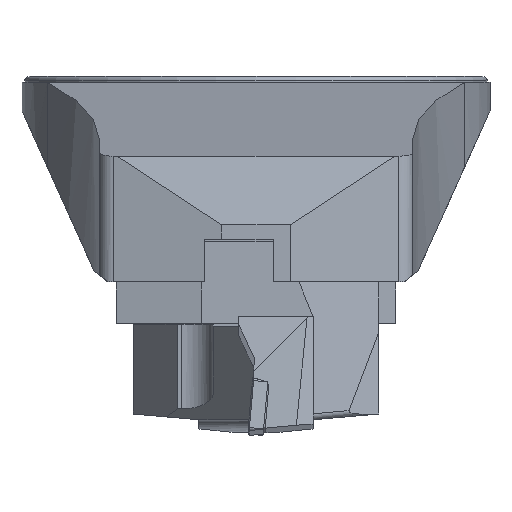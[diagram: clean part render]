
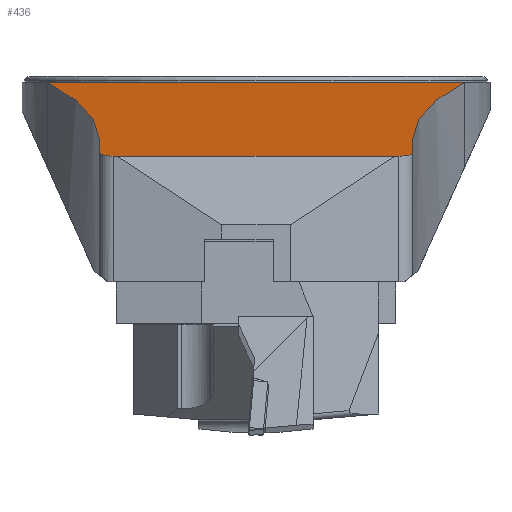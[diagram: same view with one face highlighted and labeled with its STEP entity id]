
A CAD part, left-side view. The second image highlights one B-rep face of the part: STEP entity #436.
In plain terms, the highlighted planar face has unit normal (-0.202, 0, 0.979).
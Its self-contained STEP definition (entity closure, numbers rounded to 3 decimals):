
#244=ELLIPSE('',#3110,265.472,260.);
#249=ELLIPSE('',#3118,265.472,260.);
#259=ELLIPSE('',#3132,6.126,6.);
#260=ELLIPSE('',#3133,6.126,6.);
#261=ELLIPSE('',#3134,132.736,130.);
#262=ELLIPSE('',#3135,132.736,130.);
#305=FACE_OUTER_BOUND('',#1333,.T.);
#436=ADVANCED_FACE('',(#305),#587,.F.);
#587=PLANE('',#3136);
#690=LINE('',#4219,#977);
#708=LINE('',#4266,#995);
#710=LINE('',#4270,#997);
#714=LINE('',#4278,#1001);
#730=LINE('',#4311,#1017);
#736=LINE('',#4324,#1023);
#977=VECTOR('',#3387,1.);
#995=VECTOR('',#3419,1.);
#997=VECTOR('',#3423,1.);
#1001=VECTOR('',#3429,1.);
#1017=VECTOR('',#3453,1.);
#1023=VECTOR('',#3463,1.);
#1333=EDGE_LOOP('',(#1646,#1647,#1648,#1649,#1650,#1651,#1652,#1653,#1654,
#1655,#1656,#1657));
#1646=ORIENTED_EDGE('',*,*,#2570,.T.);
#1647=ORIENTED_EDGE('',*,*,#2626,.T.);
#1648=ORIENTED_EDGE('',*,*,#2554,.T.);
#1649=ORIENTED_EDGE('',*,*,#2550,.F.);
#1650=ORIENTED_EDGE('',*,*,#2548,.T.);
#1651=ORIENTED_EDGE('',*,*,#2627,.T.);
#1652=ORIENTED_EDGE('',*,*,#2576,.T.);
#1653=ORIENTED_EDGE('',*,*,#2602,.T.);
#1654=ORIENTED_EDGE('',*,*,#2628,.T.);
#1655=ORIENTED_EDGE('',*,*,#2526,.T.);
#1656=ORIENTED_EDGE('',*,*,#2629,.T.);
#1657=ORIENTED_EDGE('',*,*,#2611,.T.);
#2262=VERTEX_POINT('',#4220);
#2263=VERTEX_POINT('',#4221);
#2283=VERTEX_POINT('',#4265);
#2284=VERTEX_POINT('',#4267);
#2285=VERTEX_POINT('',#4271);
#2288=VERTEX_POINT('',#4279);
#2300=VERTEX_POINT('',#4310);
#2301=VERTEX_POINT('',#4312);
#2306=VERTEX_POINT('',#4325);
#2307=VERTEX_POINT('',#4326);
#2328=VERTEX_POINT('',#4375);
#2334=VERTEX_POINT('',#4394);
#2526=EDGE_CURVE('',#2262,#2263,#690,.T.);
#2548=EDGE_CURVE('',#2284,#2283,#708,.T.);
#2550=EDGE_CURVE('',#2284,#2285,#710,.T.);
#2554=EDGE_CURVE('',#2288,#2285,#714,.T.);
#2570=EDGE_CURVE('',#2301,#2300,#730,.T.);
#2576=EDGE_CURVE('',#2306,#2307,#736,.T.);
#2602=EDGE_CURVE('',#2307,#2328,#244,.T.);
#2611=EDGE_CURVE('',#2334,#2301,#249,.T.);
#2626=EDGE_CURVE('',#2300,#2288,#259,.T.);
#2627=EDGE_CURVE('',#2283,#2306,#260,.T.);
#2628=EDGE_CURVE('',#2328,#2262,#261,.T.);
#2629=EDGE_CURVE('',#2263,#2334,#262,.T.);
#3110=AXIS2_PLACEMENT_3D('',#4376,#3500,#3501);
#3118=AXIS2_PLACEMENT_3D('',#4393,#3520,#3521);
#3132=AXIS2_PLACEMENT_3D('',#4420,#3553,#3554);
#3133=AXIS2_PLACEMENT_3D('',#4421,#3555,#3556);
#3134=AXIS2_PLACEMENT_3D('',#4422,#3557,#3558);
#3135=AXIS2_PLACEMENT_3D('',#4423,#3559,#3560);
#3136=AXIS2_PLACEMENT_3D('',#4424,#3561,#3562);
#3387=DIRECTION('',(0.,1.,0.));
#3419=DIRECTION('',(0.174,-0.984,0.036));
#3423=DIRECTION('',(0.,1.,0.));
#3429=DIRECTION('',(-0.174,-0.984,-0.036));
#3453=DIRECTION('',(-0.979,0.,-0.202));
#3463=DIRECTION('',(0.979,0.,0.202));
#3500=DIRECTION('',(0.202,0.,-0.979));
#3501=DIRECTION('',(0.979,0.,0.202));
#3520=DIRECTION('',(0.202,0.,-0.979));
#3521=DIRECTION('',(0.979,0.,0.202));
#3553=DIRECTION('',(-0.202,0.,0.979));
#3554=DIRECTION('',(0.979,0.,0.202));
#3555=DIRECTION('',(-0.202,0.,0.979));
#3556=DIRECTION('',(-0.979,0.,-0.202));
#3557=DIRECTION('',(-0.202,0.,0.979));
#3558=DIRECTION('',(0.979,0.,0.202));
#3559=DIRECTION('',(-0.202,0.,0.979));
#3560=DIRECTION('',(0.979,0.,0.202));
#3561=DIRECTION('',(0.202,0.,-0.979));
#3562=DIRECTION('',(0.979,0.,0.202));
#4219=CARTESIAN_POINT('',(-86.5,-219.,-2.));
#4220=CARTESIAN_POINT('',(-86.5,-73.12,-2.));
#4221=CARTESIAN_POINT('',(-86.5,73.12,-2.));
#4265=CARTESIAN_POINT('',(-212.292,-50.042,-27.943));
#4266=CARTESIAN_POINT('',(-219.141,-11.201,-29.355));
#4267=CARTESIAN_POINT('',(-212.569,-48.471,-28.));
#4270=CARTESIAN_POINT('',(-212.569,-219.,-28.));
#4271=CARTESIAN_POINT('',(-212.569,48.471,-28.));
#4278=CARTESIAN_POINT('',(-219.141,11.201,-29.355));
#4279=CARTESIAN_POINT('',(-212.292,50.042,-27.943));
#4310=CARTESIAN_POINT('',(-206.383,55.,-26.724));
#4311=CARTESIAN_POINT('',(-86.5,55.,-2.));
#4312=CARTESIAN_POINT('',(-181.865,55.,-21.668));
#4324=CARTESIAN_POINT('',(-86.5,-55.,-2.));
#4325=CARTESIAN_POINT('',(-206.383,-55.,-26.724));
#4326=CARTESIAN_POINT('',(-181.865,-55.,-21.668));
#4375=CARTESIAN_POINT('',(-86.807,-73.,-2.063));
#4376=CARTESIAN_POINT('',(-181.865,-315.,-21.668));
#4393=CARTESIAN_POINT('',(-181.865,315.,-21.668));
#4394=CARTESIAN_POINT('',(-86.807,73.,-2.063));
#4420=CARTESIAN_POINT('',(-206.383,49.,-26.724));
#4421=CARTESIAN_POINT('',(-206.383,-49.,-26.724));
#4422=CARTESIAN_POINT('',(-39.279,48.,7.739));
#4423=CARTESIAN_POINT('',(-39.279,-48.,7.739));
#4424=CARTESIAN_POINT('',(-86.5,-219.,-2.));
